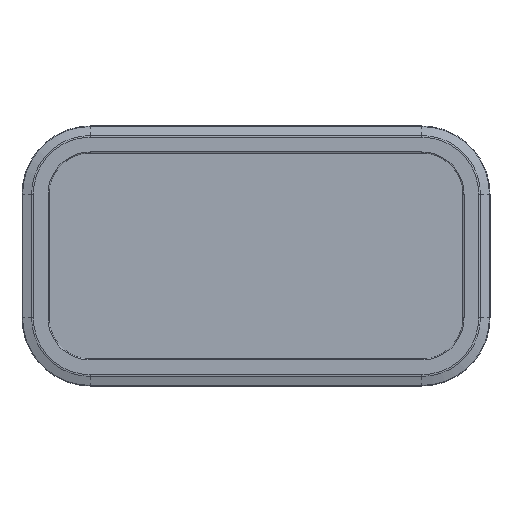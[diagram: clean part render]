
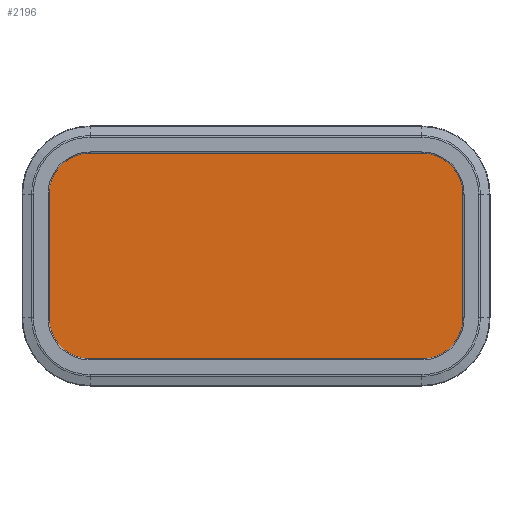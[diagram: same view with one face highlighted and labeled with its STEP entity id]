
A CAD part, top view. The second image highlights one B-rep face of the part: STEP entity #2196.
In plain terms, the highlighted planar face has unit normal (0, 0, 1).
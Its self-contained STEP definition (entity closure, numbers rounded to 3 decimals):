
#124 = VERTEX_POINT ( 'NONE', #1344 ) ;
#393 = DIRECTION ( 'NONE',  ( 0., 0., 1. ) ) ;
#625 = ORIENTED_EDGE ( 'NONE', *, *, #9675, .T. ) ;
#743 = CARTESIAN_POINT ( 'NONE',  ( -159.5, 59.5, 6.8 ) ) ;
#1257 = VERTEX_POINT ( 'NONE', #3231 ) ;
#1283 = VERTEX_POINT ( 'NONE', #1655 ) ;
#1296 = VERTEX_POINT ( 'NONE', #8875 ) ;
#1344 = CARTESIAN_POINT ( 'NONE',  ( 159.5, -106., 6.8 ) ) ;
#1629 = CARTESIAN_POINT ( 'NONE',  ( 159.5, 59.5, 6.8 ) ) ;
#1655 = CARTESIAN_POINT ( 'NONE',  ( 159.5, 106., 6.8 ) ) ;
#2170 = CIRCLE ( 'NONE', #11642, 46.5 ) ;
#2196 = ADVANCED_FACE ( 'NONE', ( #2460 ), #2914, .T. ) ;
#2381 = ORIENTED_EDGE ( 'NONE', *, *, #4265, .T. ) ;
#2445 = EDGE_CURVE ( 'NONE', #124, #7256, #2170, .T. ) ;
#2460 = FACE_OUTER_BOUND ( 'NONE', #7885, .T. ) ;
#2520 = EDGE_CURVE ( 'NONE', #4404, #124, #4665, .T. ) ;
#2766 = EDGE_CURVE ( 'NONE', #1257, #3107, #9661, .T. ) ;
#2914 = PLANE ( 'NONE',  #11316 ) ;
#2975 = CIRCLE ( 'NONE', #4850, 46.5 ) ;
#3031 = AXIS2_PLACEMENT_3D ( 'NONE', #9771, #8519, #7262 ) ;
#3069 = ORIENTED_EDGE ( 'NONE', *, *, #9009, .T. ) ;
#3107 = VERTEX_POINT ( 'NONE', #7888 ) ;
#3231 = CARTESIAN_POINT ( 'NONE',  ( -159.5, 106., 6.8 ) ) ;
#3486 = ORIENTED_EDGE ( 'NONE', *, *, #5209, .T. ) ;
#3687 = VECTOR ( 'NONE', #6863, 1000. ) ;
#3827 = DIRECTION ( 'NONE',  ( 1., 0., 0. ) ) ;
#3996 = DIRECTION ( 'NONE',  ( 0., 1., 0. ) ) ;
#4181 = EDGE_CURVE ( 'NONE', #5827, #1283, #2975, .T. ) ;
#4265 = EDGE_CURVE ( 'NONE', #3107, #1296, #11695, .T. ) ;
#4404 = VERTEX_POINT ( 'NONE', #9102 ) ;
#4665 = LINE ( 'NONE', #8111, #3687 ) ;
#4668 = CIRCLE ( 'NONE', #3031, 46.5 ) ;
#4850 = AXIS2_PLACEMENT_3D ( 'NONE', #11334, #5061, #3827 ) ;
#5061 = DIRECTION ( 'NONE',  ( 0., 0., 1. ) ) ;
#5209 = EDGE_CURVE ( 'NONE', #1296, #4404, #4668, .T. ) ;
#5217 = CARTESIAN_POINT ( 'NONE',  ( 206., 59.5, 6.8 ) ) ;
#5237 = DIRECTION ( 'NONE',  ( 1., 0., 0. ) ) ;
#5827 = VERTEX_POINT ( 'NONE', #11463 ) ;
#5968 = ORIENTED_EDGE ( 'NONE', *, *, #4181, .T. ) ;
#6377 = VECTOR ( 'NONE', #3996, 1000. ) ;
#6474 = LINE ( 'NONE', #5217, #6377 ) ;
#6501 = DIRECTION ( 'NONE',  ( 0., 0., 1. ) ) ;
#6683 = DIRECTION ( 'NONE',  ( 0., -1., 0. ) ) ;
#6863 = DIRECTION ( 'NONE',  ( 1., 0., 0. ) ) ;
#7256 = VERTEX_POINT ( 'NONE', #10781 ) ;
#7262 = DIRECTION ( 'NONE',  ( -1., 0., 0. ) ) ;
#7527 = VECTOR ( 'NONE', #6683, 1000. ) ;
#7754 = CARTESIAN_POINT ( 'NONE',  ( 159.5, -59.5, 6.8 ) ) ;
#7872 = ORIENTED_EDGE ( 'NONE', *, *, #2520, .T. ) ;
#7885 = EDGE_LOOP ( 'NONE', ( #5968, #625, #9041, #2381, #3486, #7872, #11909, #3069 ) ) ;
#7888 = CARTESIAN_POINT ( 'NONE',  ( -206., 59.5, 6.8 ) ) ;
#7939 = CARTESIAN_POINT ( 'NONE',  ( -206., 59.5, 6.8 ) ) ;
#8023 = DIRECTION ( 'NONE',  ( -1., 0., 0. ) ) ;
#8111 = CARTESIAN_POINT ( 'NONE',  ( -159.5, -106., 6.8 ) ) ;
#8519 = DIRECTION ( 'NONE',  ( 0., 0., 1. ) ) ;
#8827 = VECTOR ( 'NONE', #8023, 1000. ) ;
#8875 = CARTESIAN_POINT ( 'NONE',  ( -206., -59.5, 6.8 ) ) ;
#9009 = EDGE_CURVE ( 'NONE', #7256, #5827, #6474, .T. ) ;
#9041 = ORIENTED_EDGE ( 'NONE', *, *, #2766, .T. ) ;
#9102 = CARTESIAN_POINT ( 'NONE',  ( -159.5, -106., 6.8 ) ) ;
#9275 = CARTESIAN_POINT ( 'NONE',  ( -159.5, 106., 6.8 ) ) ;
#9661 = CIRCLE ( 'NONE', #10938, 46.5 ) ;
#9675 = EDGE_CURVE ( 'NONE', #1283, #1257, #10555, .T. ) ;
#9771 = CARTESIAN_POINT ( 'NONE',  ( -159.5, -59.5, 6.8 ) ) ;
#10493 = DIRECTION ( 'NONE',  ( -1., 0., 0. ) ) ;
#10555 = LINE ( 'NONE', #9275, #8827 ) ;
#10781 = CARTESIAN_POINT ( 'NONE',  ( 206., -59.5, 6.8 ) ) ;
#10938 = AXIS2_PLACEMENT_3D ( 'NONE', #743, #11735, #10493 ) ;
#11316 = AXIS2_PLACEMENT_3D ( 'NONE', #1629, #393, #11377 ) ;
#11334 = CARTESIAN_POINT ( 'NONE',  ( 159.5, 59.5, 6.8 ) ) ;
#11377 = DIRECTION ( 'NONE',  ( 1., 0., 0. ) ) ;
#11463 = CARTESIAN_POINT ( 'NONE',  ( 206., 59.5, 6.8 ) ) ;
#11642 = AXIS2_PLACEMENT_3D ( 'NONE', #7754, #6501, #5237 ) ;
#11695 = LINE ( 'NONE', #7939, #7527 ) ;
#11735 = DIRECTION ( 'NONE',  ( 0., 0., 1. ) ) ;
#11909 = ORIENTED_EDGE ( 'NONE', *, *, #2445, .T. ) ;
